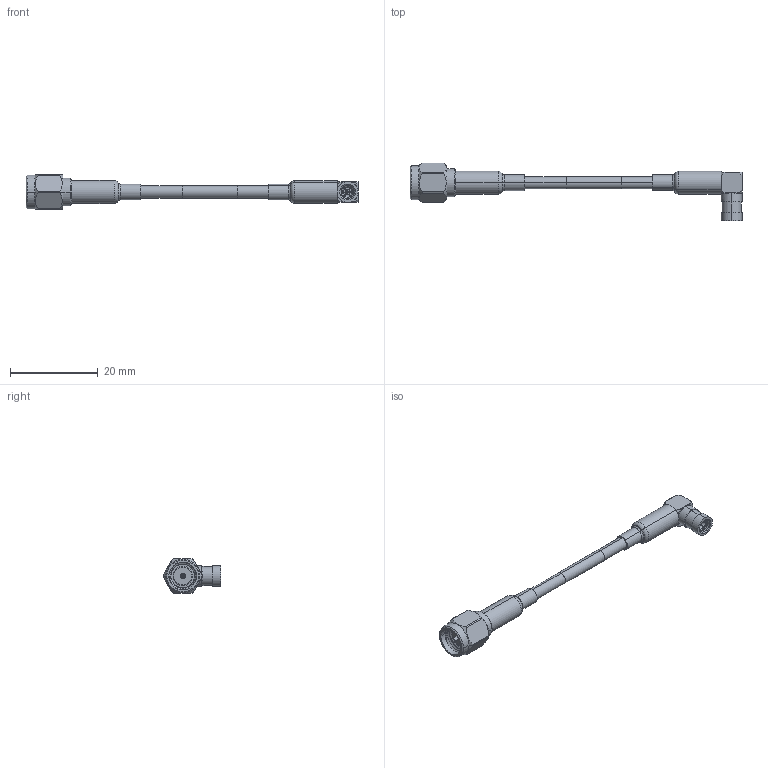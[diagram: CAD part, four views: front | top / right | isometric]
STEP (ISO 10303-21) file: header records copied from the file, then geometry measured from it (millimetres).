
FILE_DESCRIPTION (( 'STEP AP214' ), '1' );
FILE_NAME ('FMCA100071_3D.step', '2024-07-31T22:47:32', ( '' ), ( '' ), 'SwSTEP 2.0', 'SolidWorks 2022', '' );
FILE_SCHEMA (( 'AUTOMOTIVE_DESIGN' ));
Length unit declared in the file: inch
Products named in the file (5): FMCN5250; SC7060; FMCA100071_3D; RG188A-U; RG188-HEATSHRINK_.75" Long
Assembly tree (5 placements, depth 2):
  FMCA100071_3D
    RG188A-U
    SC7060
    FMCN5250
    RG188-HEATSHRINK_.75" Long  x2
Bounding box: 75.84 x 13.22 x 7.94 mm (x, y, z)
Volume: 1102.5 mm3; surface area: 2848.3 mm2
Topology: 8 solids, 8 shells, 411 faces, 1036 edges, 666 vertices
Faces by surface type: plane 177, cylinder 163, cone 43, torus 18, bspline 10
Entity records: 13555 total; most frequent: CARTESIAN_POINT 3324, DIRECTION 2043, ORIENTED_EDGE 1984, EDGE_CURVE 992, AXIS2_PLACEMENT_3D 742, VERTEX_POINT 642, LINE 559, VECTOR 559
